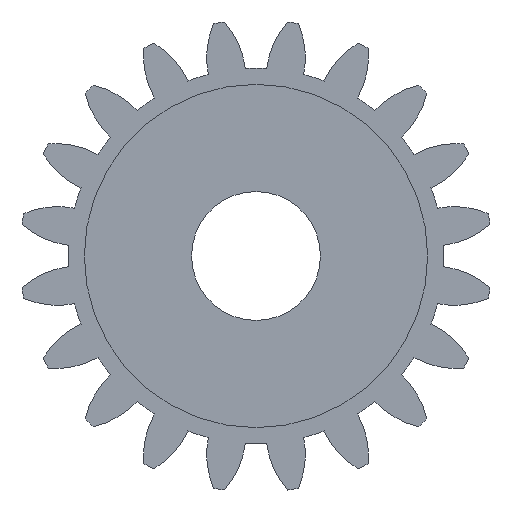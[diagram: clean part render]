
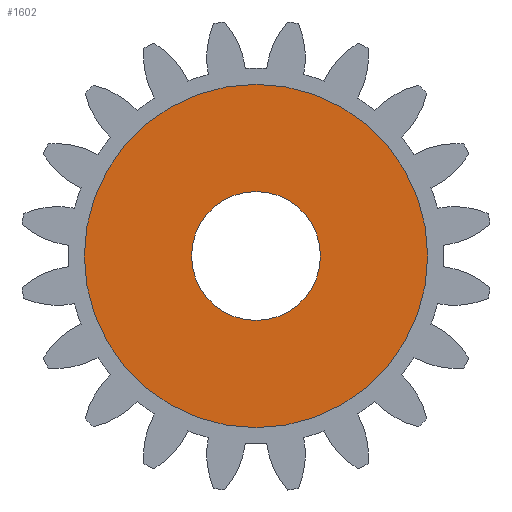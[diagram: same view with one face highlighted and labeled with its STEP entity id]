
A CAD part, left-side view. The second image highlights one B-rep face of the part: STEP entity #1602.
In plain terms, the highlighted planar face has unit normal (-1, 0, 0).
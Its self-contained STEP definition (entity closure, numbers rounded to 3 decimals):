
#87 = CIRCLE ( 'NONE', #2920, 3. ) ;
#124 = AXIS2_PLACEMENT_3D ( 'NONE', #214, #2218, #2903 ) ;
#214 = CARTESIAN_POINT ( 'NONE',  ( -6., 0., 0. ) ) ;
#228 = CARTESIAN_POINT ( 'NONE',  ( -6., 0., 0. ) ) ;
#304 = VERTEX_POINT ( 'NONE', #347 ) ;
#316 = CARTESIAN_POINT ( 'NONE',  ( -6., 0., -3. ) ) ;
#327 = CIRCLE ( 'NONE', #1276, 3. ) ;
#347 = CARTESIAN_POINT ( 'NONE',  ( -6., 0., 3. ) ) ;
#427 = AXIS2_PLACEMENT_3D ( 'NONE', #1290, #3026, #1471 ) ;
#494 = DIRECTION ( 'NONE',  ( 1., 0., 0. ) ) ;
#539 = EDGE_CURVE ( 'NONE', #852, #2817, #2508, .T. ) ;
#628 = ORIENTED_EDGE ( 'NONE', *, *, #2366, .T. ) ;
#714 = EDGE_CURVE ( 'NONE', #1728, #304, #87, .T. ) ;
#717 = DIRECTION ( 'NONE',  ( 1., 0., 0. ) ) ;
#852 = VERTEX_POINT ( 'NONE', #2636 ) ;
#1111 = FACE_BOUND ( 'NONE', #2424, .T. ) ;
#1201 = CARTESIAN_POINT ( 'NONE',  ( -6., 0., 0. ) ) ;
#1276 = AXIS2_PLACEMENT_3D ( 'NONE', #228, #494, #2949 ) ;
#1290 = CARTESIAN_POINT ( 'NONE',  ( -6., 0., 0. ) ) ;
#1317 = CARTESIAN_POINT ( 'NONE',  ( -6., 0., 0. ) ) ;
#1471 = DIRECTION ( 'NONE',  ( 0., 0., 1. ) ) ;
#1602 = ADVANCED_FACE ( 'NONE', ( #1111, #2337 ), #2098, .T. ) ;
#1728 = VERTEX_POINT ( 'NONE', #316 ) ;
#1871 = ORIENTED_EDGE ( 'NONE', *, *, #539, .T. ) ;
#1891 = EDGE_LOOP ( 'NONE', ( #1871, #2555 ) ) ;
#2098 = PLANE ( 'NONE',  #2680 ) ;
#2218 = DIRECTION ( 'NONE',  ( -1., 0., 0. ) ) ;
#2337 = FACE_OUTER_BOUND ( 'NONE', #1891, .T. ) ;
#2366 = EDGE_CURVE ( 'NONE', #304, #1728, #327, .T. ) ;
#2369 = ORIENTED_EDGE ( 'NONE', *, *, #714, .T. ) ;
#2424 = EDGE_LOOP ( 'NONE', ( #628, #2369 ) ) ;
#2439 = DIRECTION ( 'NONE',  ( 0., 0., 1. ) ) ;
#2508 = CIRCLE ( 'NONE', #124, 8. ) ;
#2555 = ORIENTED_EDGE ( 'NONE', *, *, #3039, .T. ) ;
#2636 = CARTESIAN_POINT ( 'NONE',  ( -6., 0., -8. ) ) ;
#2680 = AXIS2_PLACEMENT_3D ( 'NONE', #1201, #2872, #2830 ) ;
#2817 = VERTEX_POINT ( 'NONE', #2867 ) ;
#2830 = DIRECTION ( 'NONE',  ( 0., 0., 1. ) ) ;
#2867 = CARTESIAN_POINT ( 'NONE',  ( -6., 0., 8. ) ) ;
#2872 = DIRECTION ( 'NONE',  ( -1., 0., 0. ) ) ;
#2903 = DIRECTION ( 'NONE',  ( 0., 0., 1. ) ) ;
#2920 = AXIS2_PLACEMENT_3D ( 'NONE', #1317, #717, #2439 ) ;
#2949 = DIRECTION ( 'NONE',  ( 0., 0., 1. ) ) ;
#2993 = CIRCLE ( 'NONE', #427, 8. ) ;
#3026 = DIRECTION ( 'NONE',  ( -1., 0., 0. ) ) ;
#3039 = EDGE_CURVE ( 'NONE', #2817, #852, #2993, .T. ) ;
